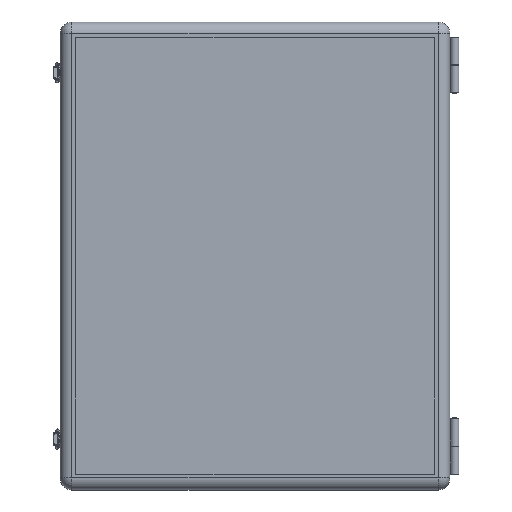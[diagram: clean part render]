
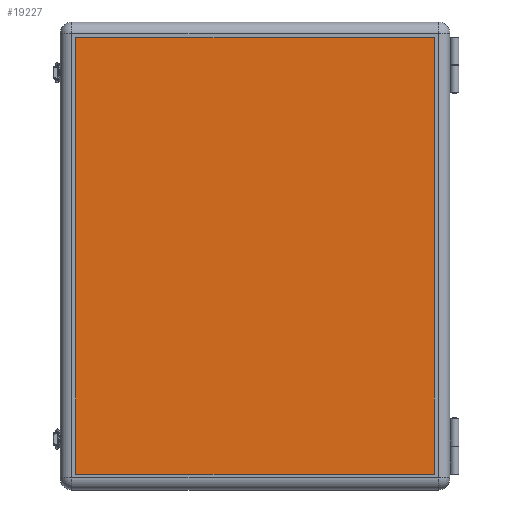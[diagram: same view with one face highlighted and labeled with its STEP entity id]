
A CAD part, top view. The second image highlights one B-rep face of the part: STEP entity #19227.
In plain terms, the highlighted face is planar.
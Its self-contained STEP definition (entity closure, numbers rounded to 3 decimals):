
#954 = AXIS2_PLACEMENT_3D ( 'NONE', #2976, #2990, #2991 ) ;
#2976 = CARTESIAN_POINT ( 'NONE',  ( -233.5, -283.5, 0. ) ) ;
#2987 = FACE_OUTER_BOUND ( 'NONE', #21201, .T. ) ;
#2988 = PLANE ( 'NONE',  #954 ) ;
#2990 = DIRECTION ( 'NONE',  ( 0., 0., 1. ) ) ;
#2991 = DIRECTION ( 'NONE',  ( 1., 0., 0. ) ) ;
#6622 = VECTOR ( 'NONE', #15965, 1000. ) ;
#6642 = VECTOR ( 'NONE', #15977, 1000. ) ;
#10401 = ORIENTED_EDGE ( 'NONE', *, *, #24764, .F. ) ;
#10402 = ORIENTED_EDGE ( 'NONE', *, *, #24761, .F. ) ;
#10403 = ORIENTED_EDGE ( 'NONE', *, *, #24766, .F. ) ;
#10404 = ORIENTED_EDGE ( 'NONE', *, *, #24757, .F. ) ;
#15899 = LINE ( 'NONE', #15964, #6622 ) ;
#15961 = LINE ( 'NONE', #15976, #6642 ) ;
#15964 = CARTESIAN_POINT ( 'NONE',  ( 230., -283.5, 0. ) ) ;
#15965 = DIRECTION ( 'NONE',  ( 0., 1., 0. ) ) ;
#15967 = LINE ( 'NONE', #15985, #16754 ) ;
#15976 = CARTESIAN_POINT ( 'NONE',  ( -230., -283.5, 0. ) ) ;
#15977 = DIRECTION ( 'NONE',  ( 0., -1., 0. ) ) ;
#15985 = CARTESIAN_POINT ( 'NONE',  ( -233.5, -280., 0. ) ) ;
#15987 = DIRECTION ( 'NONE',  ( 1., 0., 0. ) ) ;
#15990 = LINE ( 'NONE', #15991, #16756 ) ;
#15991 = CARTESIAN_POINT ( 'NONE',  ( -233.5, 280., 0. ) ) ;
#15992 = DIRECTION ( 'NONE',  ( -1., 0., 0. ) ) ;
#16754 = VECTOR ( 'NONE', #15987, 1000. ) ;
#16756 = VECTOR ( 'NONE', #15992, 1000. ) ;
#19227 = ADVANCED_FACE ( 'NONE', ( #2987 ), #2988, .F. ) ;
#21201 = EDGE_LOOP ( 'NONE', ( #10401, #10402, #10403, #10404 ) ) ;
#24757 = EDGE_CURVE ( 'NONE', #47003, #46927, #15899, .T. ) ;
#24761 = EDGE_CURVE ( 'NONE', #46929, #46935, #15961, .T. ) ;
#24764 = EDGE_CURVE ( 'NONE', #46935, #47003, #15967, .T. ) ;
#24766 = EDGE_CURVE ( 'NONE', #46927, #46929, #15990, .T. ) ;
#46927 = VERTEX_POINT ( 'NONE', #54442 ) ;
#46929 = VERTEX_POINT ( 'NONE', #54443 ) ;
#46935 = VERTEX_POINT ( 'NONE', #54446 ) ;
#47003 = VERTEX_POINT ( 'NONE', #54484 ) ;
#54442 = CARTESIAN_POINT ( 'NONE',  ( 230., 280., 0. ) ) ;
#54443 = CARTESIAN_POINT ( 'NONE',  ( -230., 280., 0. ) ) ;
#54446 = CARTESIAN_POINT ( 'NONE',  ( -230., -280., 0. ) ) ;
#54484 = CARTESIAN_POINT ( 'NONE',  ( 230., -280., 0. ) ) ;
